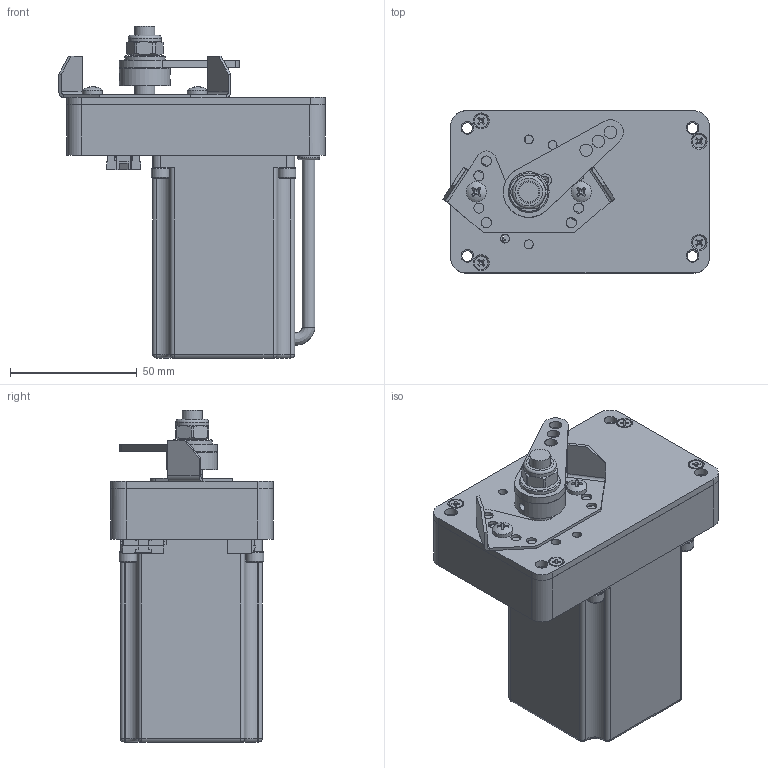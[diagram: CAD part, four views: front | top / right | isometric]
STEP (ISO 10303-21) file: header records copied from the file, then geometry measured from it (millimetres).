
FILE_DESCRIPTION(('FreeCAD Model'),'2;1');
FILE_NAME('Open CASCADE Shape Model','2022-12-09T08:20:07',(''),(''), 'Open CASCADE STEP processor 7.5','FreeCAD','Unknown');
FILE_SCHEMA(('AUTOMOTIVE_DESIGN { 1 0 10303 214 1 1 1 1 }'));
Length unit declared in the file: millimetre
Products named in the file (1): Fusion
Bounding box: 105.15 x 64.05 x 131 mm (x, y, z)
Volume: 308519.4 mm3; surface area: 67041.2 mm2
Topology: 1 solids, 6 shells, 1206 faces, 3263 edges, 2092 vertices
Faces by surface type: plane 694, cylinder 341, cone 71, bspline 46, torus 29, sphere 15, revolution 10
Full cylindrical faces by diameter (mm): 2.2 x1, 2.5 x10, 2.8 x1, 3 x2, 3.2 x1, 3.5 x6, 4 x18, 4.2 x4, 4.9 x2, 4.964 x1, 5 x14, 5.3 x4, 7 x4, 7.5 x1, 8 x5, 8.4 x1, 8.833 x1, 9 x2, 10 x2, 12 x2, 12.987 x1, 13.8 x1, 14 x1, 16 x1, 20 x1, 38.1 x1
Entity records: 43475 total; most frequent: CARTESIAN_POINT 12644, DIRECTION 6499, ORIENTED_EDGE 6484, EDGE_CURVE 3242, AXIS2_PLACEMENT_3D 2318, VERTEX_POINT 2091, LINE 1853, VECTOR 1853
